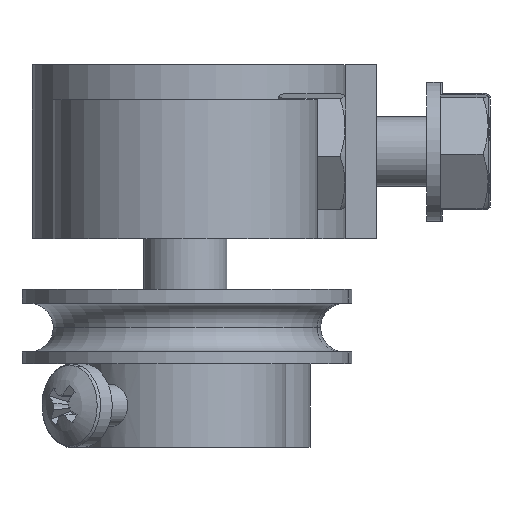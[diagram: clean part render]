
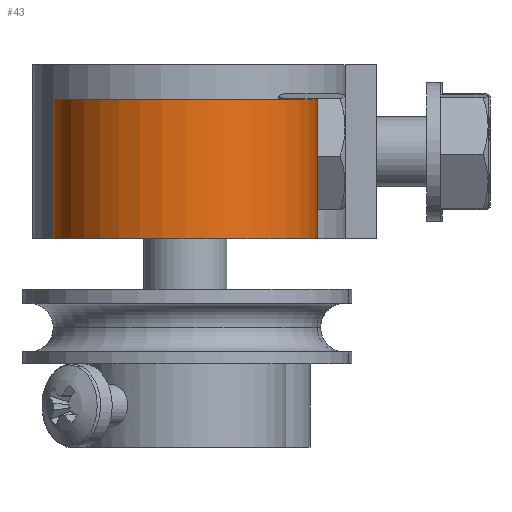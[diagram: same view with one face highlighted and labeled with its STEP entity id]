
A CAD part, left-side view. The second image highlights one B-rep face of the part: STEP entity #43.
In plain terms, the highlighted cylindrical face has radius 19 mm (diameter 38 mm), a full revolution.
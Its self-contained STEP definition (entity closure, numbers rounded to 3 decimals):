
#16=CARTESIAN_POINT('',(-100.494,27.5,7.5));
#17=VERTEX_POINT('',#16);
#18=CARTESIAN_POINT('',(-81.494,27.5,7.5));
#19=DIRECTION('',(0.0,-0.0,-1.0));
#20=DIRECTION('',(-1.0,-0.0,0.0));
#21=AXIS2_PLACEMENT_3D('',#18,#19,#20);
#22=CIRCLE('',#21,19.0);
#23=EDGE_CURVE('n� 4',#17,#17,#22,.T.);
#24=ORIENTED_EDGE('',*,*,#23,.T.);
#25=EDGE_LOOP('',(#24));
#26=FACE_OUTER_BOUND('',#25,.T.);
#27=CARTESIAN_POINT('',(-100.494,27.5,-12.5));
#28=VERTEX_POINT('',#27);
#29=CARTESIAN_POINT('',(-81.494,27.5,-12.5));
#30=DIRECTION('',(0.0,-0.0,-1.0));
#31=DIRECTION('',(-1.0,-0.0,0.0));
#32=AXIS2_PLACEMENT_3D('',#29,#30,#31);
#33=CIRCLE('',#32,19.0);
#34=EDGE_CURVE('n� 18',#28,#28,#33,.T.);
#35=ORIENTED_EDGE('',*,*,#34,.F.);
#36=EDGE_LOOP('',(#35));
#37=FACE_BOUND('',#36,.T.);
#38=CARTESIAN_POINT('',(-81.494,27.5,7.5));
#39=DIRECTION('',(0.0,-0.0,-1.0));
#40=DIRECTION('',(-1.0,-0.0,0.0));
#41=AXIS2_PLACEMENT_3D('',#38,#39,#40);
#42=CYLINDRICAL_SURFACE('',#41,19.0);
#43=ADVANCED_FACE('n� 25',(#26,#37),#42,.T.);
